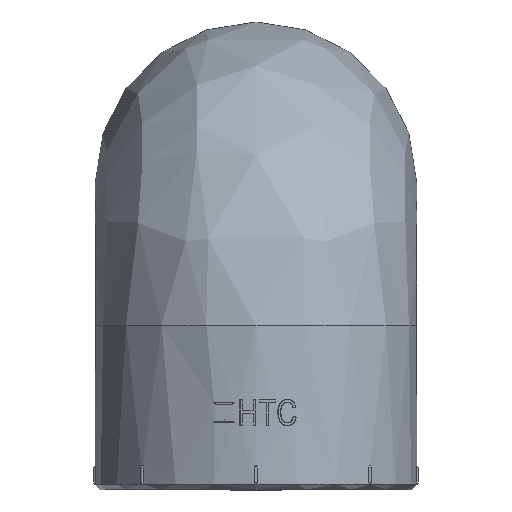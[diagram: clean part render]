
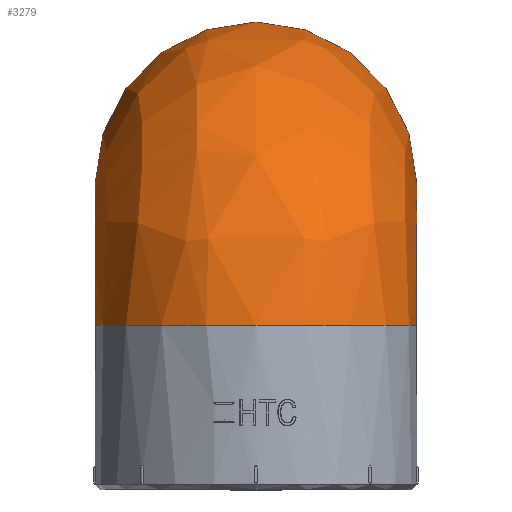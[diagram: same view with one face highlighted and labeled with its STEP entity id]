
A CAD part, top view. The second image highlights one B-rep face of the part: STEP entity #3279.
In plain terms, the highlighted free-form (B-spline) face has degree [4, 3] with [8, 9] control points.
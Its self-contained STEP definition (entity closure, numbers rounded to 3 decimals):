
#78=(
BOUNDED_SURFACE()
B_SPLINE_SURFACE(4,3,((#46334,#46335,#46336,#46337,#46338,#46339,#46340,
#46341,#46342),(#46343,#46344,#46345,#46346,#46347,#46348,#46349,#46350,
#46351),(#46352,#46353,#46354,#46355,#46356,#46357,#46358,#46359,#46360),
(#46361,#46362,#46363,#46364,#46365,#46366,#46367,#46368,#46369),(#46370,
#46371,#46372,#46373,#46374,#46375,#46376,#46377,#46378),(#46379,#46380,
#46381,#46382,#46383,#46384,#46385,#46386,#46387),(#46388,#46389,#46390,
#46391,#46392,#46393,#46394,#46395,#46396),(#46397,#46398,#46399,#46400,
#46401,#46402,#46403,#46404,#46405)),.UNSPECIFIED.,.F.,.F.,.F.)
B_SPLINE_SURFACE_WITH_KNOTS((5,3,5),(4,1,1,1,1,1,4),(0.,0.5,1.),(0.,0.223,
0.347,0.5,0.622,0.777,
1.),.UNSPECIFIED.)
GEOMETRIC_REPRESENTATION_ITEM()
RATIONAL_B_SPLINE_SURFACE(((1.017,1.017,1.017,
1.017,1.017,1.017,1.017,1.017,
1.017),(1.017,1.017,1.017,1.017,
1.017,1.017,1.017,1.017,1.017),
(0.958,0.958,0.958,0.958,
0.958,0.958,0.958,0.958,
0.958),(1.017,1.017,1.017,1.017,
1.017,1.017,1.017,1.017,1.017),
(1.017,1.017,1.017,1.017,1.017,
1.017,1.017,1.017,1.017),(0.958,
0.958,0.958,0.958,0.958,
0.958,0.958,0.958,0.958),
(1.017,1.017,1.017,1.017,1.017,
1.017,1.017,1.017,1.017),(1.017,
1.017,1.017,1.017,1.017,1.017,
1.017,1.017,1.017)))
REPRESENTATION_ITEM('')
SURFACE()
);
#1494=(
BOUNDED_CURVE()
B_SPLINE_CURVE(3,(#45462,#45463,#45464,#45465,#45466,#45467,#45468,#45469,
#45470),.UNSPECIFIED.,.F.,.F.)
B_SPLINE_CURVE_WITH_KNOTS((4,1,1,1,1,1,4),(0.,0.223,0.378,
0.5,0.653,0.777,1.),.UNSPECIFIED.)
CURVE()
GEOMETRIC_REPRESENTATION_ITEM()
RATIONAL_B_SPLINE_CURVE((1.017,1.017,1.017,
1.017,1.017,1.017,1.017,1.017,
1.017))
REPRESENTATION_ITEM('')
);
#1495=(
BOUNDED_CURVE()
B_SPLINE_CURVE(3,(#45472,#45473,#45474,#45475,#45476,#45477,#45478,#45479,
#45480),.UNSPECIFIED.,.F.,.F.)
B_SPLINE_CURVE_WITH_KNOTS((4,1,1,1,1,1,4),(0.,0.223,0.347,
0.5,0.622,0.777,1.),.UNSPECIFIED.)
CURVE()
GEOMETRIC_REPRESENTATION_ITEM()
RATIONAL_B_SPLINE_CURVE((1.017,1.017,1.017,
1.017,1.017,1.017,1.017,1.017,
1.017))
REPRESENTATION_ITEM('')
);
#1647=FACE_OUTER_BOUND('',#5144,.T.);
#3279=ADVANCED_FACE('',(#1647),#78,.T.);
#5144=EDGE_LOOP('',(#14276,#14277,#14278,#14279));
#14276=ORIENTED_EDGE('',*,*,#26755,.T.);
#14277=ORIENTED_EDGE('',*,*,#26949,.T.);
#14278=ORIENTED_EDGE('',*,*,#26956,.T.);
#14279=ORIENTED_EDGE('',*,*,#26950,.T.);
#23576=VERTEX_POINT('',#44901);
#23577=VERTEX_POINT('',#44902);
#23755=VERTEX_POINT('',#45471);
#23756=VERTEX_POINT('',#45481);
#26755=EDGE_CURVE('',#23577,#23576,#30472,.T.);
#26949=EDGE_CURVE('',#23576,#23755,#1494,.T.);
#26950=EDGE_CURVE('',#23756,#23577,#1495,.T.);
#26956=EDGE_CURVE('',#23755,#23756,#30533,.T.);
#30472=CIRCLE('',#31646,25.5);
#30533=CIRCLE('',#31821,25.5);
#31646=AXIS2_PLACEMENT_3D('',#44903,#35962,#35963);
#31821=AXIS2_PLACEMENT_3D('',#46327,#36338,#36339);
#35962=DIRECTION('',(0.,1.,0.));
#35963=DIRECTION('',(1.,0.,0.));
#36338=DIRECTION('',(0.,0.,1.));
#36339=DIRECTION('',(1.,0.,0.));
#44901=CARTESIAN_POINT('',(25.5,-108.687,-348.65));
#44902=CARTESIAN_POINT('',(-25.5,-108.687,-348.65));
#44903=CARTESIAN_POINT('',(0.,-108.687,-348.65));
#45462=CARTESIAN_POINT('',(25.5,-108.687,-348.65));
#45463=CARTESIAN_POINT('',(25.5,-106.01,-348.649));
#45464=CARTESIAN_POINT('',(25.5,-101.539,-349.441));
#45465=CARTESIAN_POINT('',(25.5,-96.215,-352.167));
#45466=CARTESIAN_POINT('',(25.5,-92.257,-355.433));
#45467=CARTESIAN_POINT('',(25.5,-89.308,-359.186));
#45468=CARTESIAN_POINT('',(25.5,-86.721,-364.556));
#45469=CARTESIAN_POINT('',(25.5,-85.99,-368.675));
#45470=CARTESIAN_POINT('',(25.5,-85.992,-371.345));
#45471=CARTESIAN_POINT('',(25.5,-85.992,-371.345));
#45472=CARTESIAN_POINT('',(-25.5,-85.992,-371.345));
#45473=CARTESIAN_POINT('',(-25.5,-85.99,-368.675));
#45474=CARTESIAN_POINT('',(-25.5,-86.721,-364.556));
#45475=CARTESIAN_POINT('',(-25.5,-89.308,-359.186));
#45476=CARTESIAN_POINT('',(-25.5,-92.257,-355.433));
#45477=CARTESIAN_POINT('',(-25.5,-96.215,-352.167));
#45478=CARTESIAN_POINT('',(-25.5,-101.539,-349.441));
#45479=CARTESIAN_POINT('',(-25.5,-106.01,-348.649));
#45480=CARTESIAN_POINT('',(-25.5,-108.687,-348.65));
#45481=CARTESIAN_POINT('',(-25.5,-85.992,-371.345));
#46327=CARTESIAN_POINT('',(0.,-85.992,-371.345));
#46334=CARTESIAN_POINT('',(25.5,-85.992,-371.345));
#46335=CARTESIAN_POINT('',(25.5,-85.99,-368.675));
#46336=CARTESIAN_POINT('',(25.5,-86.721,-364.556));
#46337=CARTESIAN_POINT('',(25.5,-89.308,-359.186));
#46338=CARTESIAN_POINT('',(25.5,-92.257,-355.433));
#46339=CARTESIAN_POINT('',(25.5,-96.215,-352.167));
#46340=CARTESIAN_POINT('',(25.5,-101.539,-349.441));
#46341=CARTESIAN_POINT('',(25.5,-106.01,-348.649));
#46342=CARTESIAN_POINT('',(25.5,-108.687,-348.65));
#46343=CARTESIAN_POINT('',(25.5,-76.977,-371.345));
#46344=CARTESIAN_POINT('',(25.5,-76.972,-367.635));
#46345=CARTESIAN_POINT('',(25.5,-77.995,-361.859));
#46346=CARTESIAN_POINT('',(25.5,-81.618,-354.347));
#46347=CARTESIAN_POINT('',(25.5,-85.731,-349.112));
#46348=CARTESIAN_POINT('',(25.5,-91.251,-344.556));
#46349=CARTESIAN_POINT('',(25.5,-98.697,-340.741));
#46350=CARTESIAN_POINT('',(25.5,-104.968,-339.632));
#46351=CARTESIAN_POINT('',(25.5,-108.687,-339.634));
#46352=CARTESIAN_POINT('',(20.992,-65.,-371.345));
#46353=CARTESIAN_POINT('',(20.992,-64.993,-366.254));
#46354=CARTESIAN_POINT('',(20.992,-66.404,-358.276));
#46355=CARTESIAN_POINT('',(20.992,-71.401,-347.918));
#46356=CARTESIAN_POINT('',(20.992,-77.062,-340.715));
#46357=CARTESIAN_POINT('',(20.992,-84.657,-334.445));
#46358=CARTESIAN_POINT('',(20.992,-94.922,-329.183));
#46359=CARTESIAN_POINT('',(20.992,-103.584,-327.653));
#46360=CARTESIAN_POINT('',(20.992,-108.687,-327.658));
#46361=CARTESIAN_POINT('',(9.016,-60.492,-371.345));
#46362=CARTESIAN_POINT('',(9.016,-60.484,-365.735));
#46363=CARTESIAN_POINT('',(9.016,-62.041,-356.927));
#46364=CARTESIAN_POINT('',(9.016,-67.556,-345.499));
#46365=CARTESIAN_POINT('',(9.016,-73.799,-337.554));
#46366=CARTESIAN_POINT('',(9.016,-82.175,-330.64));
#46367=CARTESIAN_POINT('',(9.016,-93.501,-324.833));
#46368=CARTESIAN_POINT('',(9.016,-103.062,-323.144));
#46369=CARTESIAN_POINT('',(9.016,-108.687,-323.15));
#46370=CARTESIAN_POINT('',(-9.016,-60.492,-371.345));
#46371=CARTESIAN_POINT('',(-9.016,-60.484,-365.735));
#46372=CARTESIAN_POINT('',(-9.016,-62.041,-356.927));
#46373=CARTESIAN_POINT('',(-9.016,-67.556,-345.499));
#46374=CARTESIAN_POINT('',(-9.016,-73.799,-337.554));
#46375=CARTESIAN_POINT('',(-9.016,-82.175,-330.64));
#46376=CARTESIAN_POINT('',(-9.016,-93.501,-324.833));
#46377=CARTESIAN_POINT('',(-9.016,-103.062,-323.144));
#46378=CARTESIAN_POINT('',(-9.016,-108.687,-323.15));
#46379=CARTESIAN_POINT('',(-20.992,-65.,-371.345));
#46380=CARTESIAN_POINT('',(-20.992,-64.993,-366.254));
#46381=CARTESIAN_POINT('',(-20.992,-66.404,-358.276));
#46382=CARTESIAN_POINT('',(-20.992,-71.401,-347.918));
#46383=CARTESIAN_POINT('',(-20.992,-77.062,-340.715));
#46384=CARTESIAN_POINT('',(-20.992,-84.657,-334.445));
#46385=CARTESIAN_POINT('',(-20.992,-94.922,-329.183));
#46386=CARTESIAN_POINT('',(-20.992,-103.584,-327.653));
#46387=CARTESIAN_POINT('',(-20.992,-108.687,-327.658));
#46388=CARTESIAN_POINT('',(-25.5,-76.977,-371.345));
#46389=CARTESIAN_POINT('',(-25.5,-76.972,-367.635));
#46390=CARTESIAN_POINT('',(-25.5,-77.995,-361.859));
#46391=CARTESIAN_POINT('',(-25.5,-81.618,-354.347));
#46392=CARTESIAN_POINT('',(-25.5,-85.731,-349.112));
#46393=CARTESIAN_POINT('',(-25.5,-91.251,-344.556));
#46394=CARTESIAN_POINT('',(-25.5,-98.697,-340.741));
#46395=CARTESIAN_POINT('',(-25.5,-104.968,-339.632));
#46396=CARTESIAN_POINT('',(-25.5,-108.687,-339.634));
#46397=CARTESIAN_POINT('',(-25.5,-85.992,-371.345));
#46398=CARTESIAN_POINT('',(-25.5,-85.99,-368.675));
#46399=CARTESIAN_POINT('',(-25.5,-86.721,-364.556));
#46400=CARTESIAN_POINT('',(-25.5,-89.308,-359.186));
#46401=CARTESIAN_POINT('',(-25.5,-92.257,-355.433));
#46402=CARTESIAN_POINT('',(-25.5,-96.215,-352.167));
#46403=CARTESIAN_POINT('',(-25.5,-101.539,-349.441));
#46404=CARTESIAN_POINT('',(-25.5,-106.01,-348.649));
#46405=CARTESIAN_POINT('',(-25.5,-108.687,-348.65));
